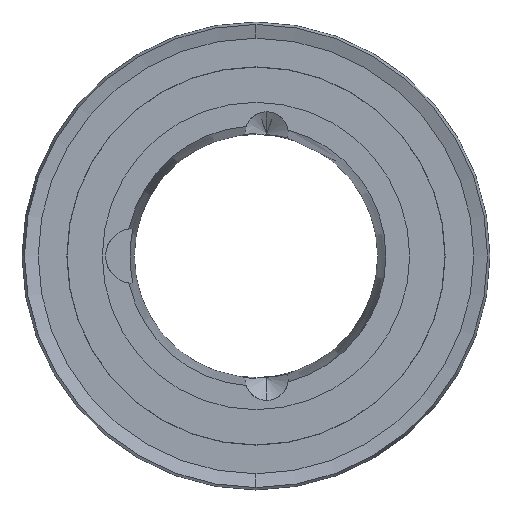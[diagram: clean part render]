
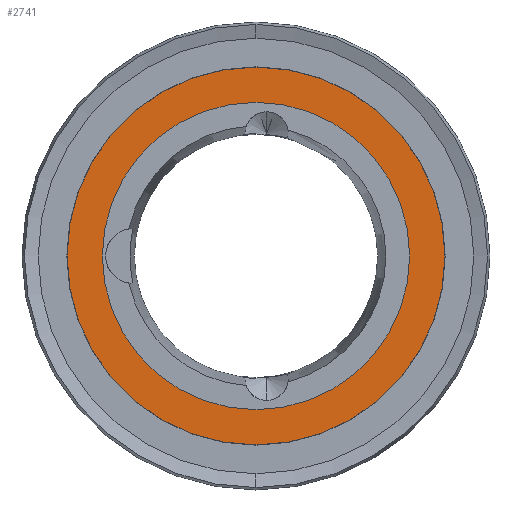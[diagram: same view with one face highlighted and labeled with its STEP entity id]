
A CAD part, left-side view. The second image highlights one B-rep face of the part: STEP entity #2741.
In plain terms, the highlighted planar face has unit normal (-1, 0, 0).
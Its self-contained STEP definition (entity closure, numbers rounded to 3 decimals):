
#350 = DIRECTION ( 'NONE',  ( 1., 0., 0. ) ) ;
#371 = DIRECTION ( 'NONE',  ( 0., 0., 1. ) ) ;
#617 = FACE_OUTER_BOUND ( 'NONE', #9384, .T. ) ;
#866 = CIRCLE ( 'NONE', #1170, 34.15 ) ;
#1069 = DIRECTION ( 'NONE',  ( -1., 0., 0. ) ) ;
#1159 = DIRECTION ( 'NONE',  ( 0., 0., -1. ) ) ;
#1170 = AXIS2_PLACEMENT_3D ( 'NONE', #6131, #350, #1159 ) ;
#1379 = EDGE_CURVE ( 'NONE', #2904, #8794, #866, .T. ) ;
#1845 = AXIS2_PLACEMENT_3D ( 'NONE', #6976, #1069, #371 ) ;
#1898 = PLANE ( 'NONE',  #1845 ) ;
#2477 = ORIENTED_EDGE ( 'NONE', *, *, #1379, .F. ) ;
#2593 = EDGE_CURVE ( 'NONE', #8794, #2904, #3458, .T. ) ;
#2676 = AXIS2_PLACEMENT_3D ( 'NONE', #3064, #6733, #8900 ) ;
#2725 = ORIENTED_EDGE ( 'NONE', *, *, #2593, .F. ) ;
#2741 = ADVANCED_FACE ( 'NONE', ( #8223, #617 ), #1898, .T. ) ;
#2904 = VERTEX_POINT ( 'NONE', #7153 ) ;
#3064 = CARTESIAN_POINT ( 'NONE',  ( -4.584, 30.939, 76.603 ) ) ;
#3199 = DIRECTION ( 'NONE',  ( 0., 0., -1. ) ) ;
#3310 = AXIS2_PLACEMENT_3D ( 'NONE', #6801, #9013, #3199 ) ;
#3458 = CIRCLE ( 'NONE', #3310, 34.15 ) ;
#3747 = EDGE_LOOP ( 'NONE', ( #5853, #7458 ) ) ;
#3795 = CARTESIAN_POINT ( 'NONE',  ( -4.584, 30.939, 110.753 ) ) ;
#4594 = EDGE_CURVE ( 'NONE', #6481, #6566, #4828, .T. ) ;
#4828 = CIRCLE ( 'NONE', #5136, 27.77 ) ;
#5136 = AXIS2_PLACEMENT_3D ( 'NONE', #5848, #5904, #8791 ) ;
#5848 = CARTESIAN_POINT ( 'NONE',  ( -4.584, 30.939, 76.603 ) ) ;
#5853 = ORIENTED_EDGE ( 'NONE', *, *, #4594, .F. ) ;
#5854 = CIRCLE ( 'NONE', #2676, 27.77 ) ;
#5904 = DIRECTION ( 'NONE',  ( -1., 0., 0. ) ) ;
#6067 = CARTESIAN_POINT ( 'NONE',  ( -4.584, 30.939, 48.833 ) ) ;
#6131 = CARTESIAN_POINT ( 'NONE',  ( -4.584, 30.939, 76.603 ) ) ;
#6481 = VERTEX_POINT ( 'NONE', #6611 ) ;
#6566 = VERTEX_POINT ( 'NONE', #6067 ) ;
#6611 = CARTESIAN_POINT ( 'NONE',  ( -4.584, 30.939, 104.373 ) ) ;
#6733 = DIRECTION ( 'NONE',  ( -1., 0., 0. ) ) ;
#6801 = CARTESIAN_POINT ( 'NONE',  ( -4.584, 30.939, 76.603 ) ) ;
#6976 = CARTESIAN_POINT ( 'NONE',  ( -4.584, 65.089, 76.603 ) ) ;
#7153 = CARTESIAN_POINT ( 'NONE',  ( -4.584, 30.939, 42.453 ) ) ;
#7458 = ORIENTED_EDGE ( 'NONE', *, *, #7843, .F. ) ;
#7843 = EDGE_CURVE ( 'NONE', #6566, #6481, #5854, .T. ) ;
#8223 = FACE_BOUND ( 'NONE', #3747, .T. ) ;
#8791 = DIRECTION ( 'NONE',  ( 0., 0., 1. ) ) ;
#8794 = VERTEX_POINT ( 'NONE', #3795 ) ;
#8900 = DIRECTION ( 'NONE',  ( 0., 0., 1. ) ) ;
#9013 = DIRECTION ( 'NONE',  ( 1., 0., 0. ) ) ;
#9384 = EDGE_LOOP ( 'NONE', ( #2477, #2725 ) ) ;
